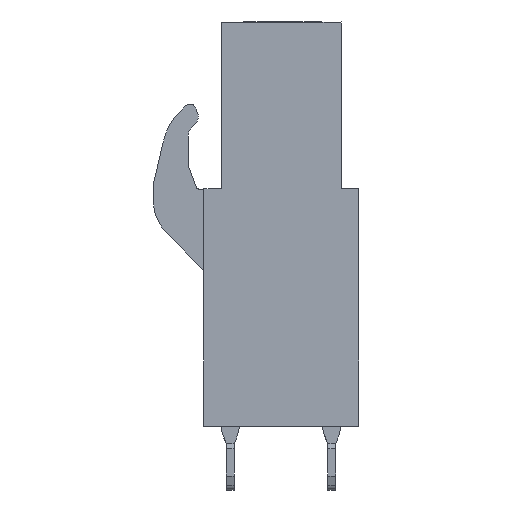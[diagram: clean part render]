
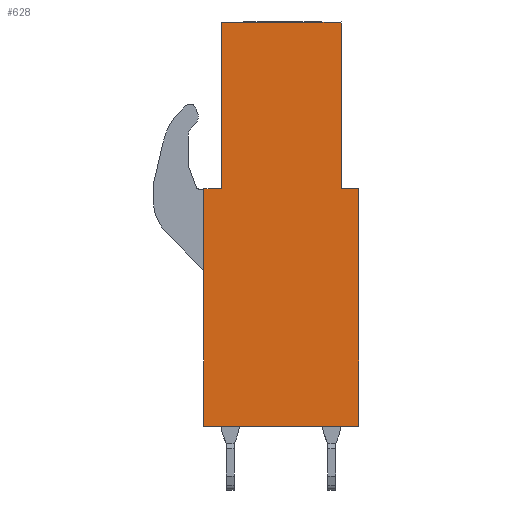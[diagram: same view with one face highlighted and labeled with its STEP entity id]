
A CAD part, left-side view. The second image highlights one B-rep face of the part: STEP entity #628.
In plain terms, the highlighted planar face has unit normal (-1, 0, 0).
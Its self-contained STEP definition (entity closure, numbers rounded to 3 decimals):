
#578=AXIS2_PLACEMENT_3D('Plane Axis2P3D',#575,#576,#577) ;
#36=CARTESIAN_POINT('Line Origine',(0.,3.875,23.45)) ;
#40=CARTESIAN_POINT('Vertex',(0.,0.875,23.45)) ;
#42=CARTESIAN_POINT('Vertex',(0.,6.875,23.45)) ;
#485=CARTESIAN_POINT('Vertex',(0.,7.75,3.2)) ;
#488=CARTESIAN_POINT('Line Origine',(0.,7.75,9.15)) ;
#492=CARTESIAN_POINT('Vertex',(0.,7.75,15.1)) ;
#575=CARTESIAN_POINT('Axis2P3D Location',(0.,0.,0.)) ;
#580=CARTESIAN_POINT('Line Origine',(0.,3.875,3.2)) ;
#584=CARTESIAN_POINT('Vertex',(0.,0.,3.2)) ;
#587=CARTESIAN_POINT('Line Origine',(0.,0.,9.15)) ;
#591=CARTESIAN_POINT('Vertex',(0.,0.,15.1)) ;
#594=CARTESIAN_POINT('Line Origine',(0.,0.438,15.1)) ;
#598=CARTESIAN_POINT('Vertex',(0.,0.875,15.1)) ;
#601=CARTESIAN_POINT('Line Origine',(0.,0.875,19.275)) ;
#606=CARTESIAN_POINT('Line Origine',(0.,6.875,19.275)) ;
#610=CARTESIAN_POINT('Vertex',(0.,6.875,15.1)) ;
#613=CARTESIAN_POINT('Line Origine',(0.,7.313,15.1)) ;
#37=DIRECTION('Vector Direction',(0.,1.,0.)) ;
#489=DIRECTION('Vector Direction',(0.,0.,1.)) ;
#576=DIRECTION('Axis2P3D Direction',(1.,0.,0.)) ;
#577=DIRECTION('Axis2P3D XDirection',(0.,1.,0.)) ;
#581=DIRECTION('Vector Direction',(0.,1.,0.)) ;
#588=DIRECTION('Vector Direction',(0.,0.,1.)) ;
#595=DIRECTION('Vector Direction',(0.,1.,0.)) ;
#602=DIRECTION('Vector Direction',(0.,0.,1.)) ;
#607=DIRECTION('Vector Direction',(0.,0.,1.)) ;
#614=DIRECTION('Vector Direction',(0.,-1.,0.)) ;
#38=VECTOR('Line Direction',#37,1.) ;
#490=VECTOR('Line Direction',#489,1.) ;
#582=VECTOR('Line Direction',#581,1.) ;
#589=VECTOR('Line Direction',#588,1.) ;
#596=VECTOR('Line Direction',#595,1.) ;
#603=VECTOR('Line Direction',#602,1.) ;
#608=VECTOR('Line Direction',#607,1.) ;
#615=VECTOR('Line Direction',#614,1.) ;
#619=ORIENTED_EDGE('',*,*,#494,.F.) ;
#620=ORIENTED_EDGE('',*,*,#586,.F.) ;
#621=ORIENTED_EDGE('',*,*,#593,.T.) ;
#622=ORIENTED_EDGE('',*,*,#600,.F.) ;
#623=ORIENTED_EDGE('',*,*,#605,.F.) ;
#624=ORIENTED_EDGE('',*,*,#44,.T.) ;
#625=ORIENTED_EDGE('',*,*,#612,.F.) ;
#626=ORIENTED_EDGE('',*,*,#617,.F.) ;
#628=ADVANCED_FACE('BLL 5.08/22/180 3.2 SN OR 1648990000',(#627),#579,.F.) ;
#44=EDGE_CURVE('',#41,#43,#39,.T.) ;
#494=EDGE_CURVE('',#486,#493,#491,.T.) ;
#586=EDGE_CURVE('',#585,#486,#583,.T.) ;
#593=EDGE_CURVE('',#585,#592,#590,.T.) ;
#600=EDGE_CURVE('',#599,#592,#597,.F.) ;
#605=EDGE_CURVE('',#41,#599,#604,.F.) ;
#612=EDGE_CURVE('',#611,#43,#609,.T.) ;
#617=EDGE_CURVE('',#493,#611,#616,.T.) ;
#618=EDGE_LOOP('',(#619,#620,#621,#622,#623,#624,#625,#626)) ;
#627=FACE_OUTER_BOUND('',#618,.T.) ;
#39=LINE('Line',#36,#38) ;
#491=LINE('Line',#488,#490) ;
#583=LINE('Line',#580,#582) ;
#590=LINE('Line',#587,#589) ;
#597=LINE('Line',#594,#596) ;
#604=LINE('Line',#601,#603) ;
#609=LINE('Line',#606,#608) ;
#616=LINE('Line',#613,#615) ;
#579=PLANE('',#578) ;
#41=VERTEX_POINT('',#40) ;
#43=VERTEX_POINT('',#42) ;
#486=VERTEX_POINT('',#485) ;
#493=VERTEX_POINT('',#492) ;
#585=VERTEX_POINT('',#584) ;
#592=VERTEX_POINT('',#591) ;
#599=VERTEX_POINT('',#598) ;
#611=VERTEX_POINT('',#610) ;
